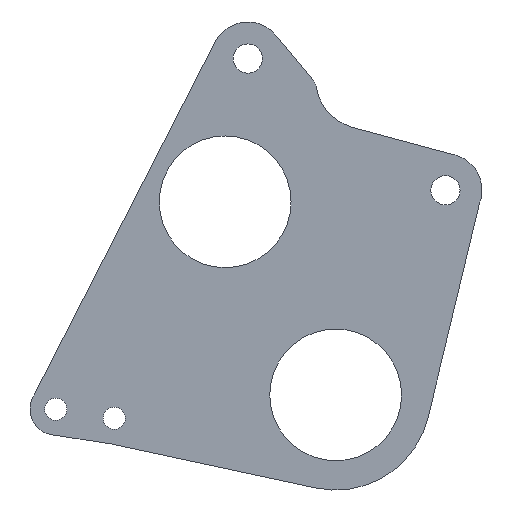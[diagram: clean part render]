
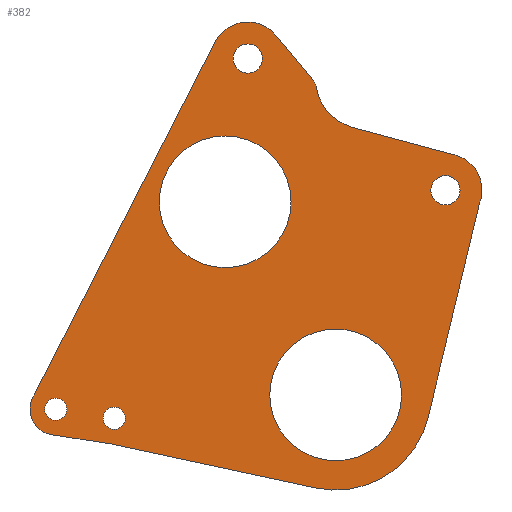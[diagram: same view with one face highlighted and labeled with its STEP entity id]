
A CAD part, left-side view. The second image highlights one B-rep face of the part: STEP entity #382.
In plain terms, the highlighted planar face has unit normal (-1, 0, 0).
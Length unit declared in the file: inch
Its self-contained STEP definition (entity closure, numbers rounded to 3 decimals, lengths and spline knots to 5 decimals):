
#15=FACE_BOUND('',#57,.T.);
#16=FACE_BOUND('',#58,.T.);
#17=FACE_BOUND('',#59,.T.);
#18=FACE_BOUND('',#60,.T.);
#19=FACE_BOUND('',#61,.T.);
#20=FACE_BOUND('',#62,.T.);
#27=PLANE('',#426);
#36=FACE_OUTER_BOUND('',#56,.T.);
#56=EDGE_LOOP('',(#265,#266,#267,#268,#269,#270,#271,#272,#273,#274,#275,
#276));
#57=EDGE_LOOP('',(#277));
#58=EDGE_LOOP('',(#278));
#59=EDGE_LOOP('',(#279));
#60=EDGE_LOOP('',(#280));
#61=EDGE_LOOP('',(#281));
#62=EDGE_LOOP('',(#282));
#89=LINE('',#599,#119);
#90=LINE('',#603,#120);
#91=LINE('',#607,#121);
#92=LINE('',#609,#122);
#93=LINE('',#613,#123);
#94=LINE('',#617,#124);
#119=VECTOR('',#479,0.3937);
#120=VECTOR('',#482,0.3937);
#121=VECTOR('',#485,0.3937);
#122=VECTOR('',#486,0.3937);
#123=VECTOR('',#489,0.3937);
#124=VECTOR('',#492,0.3937);
#148=CIRCLE('',#425,0.125);
#149=CIRCLE('',#427,0.3125);
#150=CIRCLE('',#428,0.22);
#151=CIRCLE('',#429,0.8125);
#152=CIRCLE('',#430,0.3125);
#153=CIRCLE('',#431,0.43307);
#154=CIRCLE('',#432,0.5625);
#155=CIRCLE('',#433,0.125);
#156=CIRCLE('',#434,0.095);
#157=CIRCLE('',#435,0.5625);
#158=CIRCLE('',#436,0.095);
#159=CIRCLE('',#437,0.125);
#173=VERTEX_POINT('',#592);
#174=VERTEX_POINT('',#594);
#175=VERTEX_POINT('',#598);
#176=VERTEX_POINT('',#600);
#177=VERTEX_POINT('',#602);
#178=VERTEX_POINT('',#604);
#179=VERTEX_POINT('',#606);
#180=VERTEX_POINT('',#608);
#181=VERTEX_POINT('',#610);
#182=VERTEX_POINT('',#612);
#183=VERTEX_POINT('',#614);
#184=VERTEX_POINT('',#616);
#185=VERTEX_POINT('',#619);
#186=VERTEX_POINT('',#621);
#187=VERTEX_POINT('',#623);
#188=VERTEX_POINT('',#625);
#189=VERTEX_POINT('',#627);
#190=VERTEX_POINT('',#629);
#209=EDGE_CURVE('',#173,#174,#148,.T.);
#211=EDGE_CURVE('',#175,#173,#89,.T.);
#212=EDGE_CURVE('',#176,#175,#149,.T.);
#213=EDGE_CURVE('',#177,#176,#90,.T.);
#214=EDGE_CURVE('',#178,#177,#150,.T.);
#215=EDGE_CURVE('',#179,#178,#91,.T.);
#216=EDGE_CURVE('',#180,#179,#92,.T.);
#217=EDGE_CURVE('',#181,#180,#151,.T.);
#218=EDGE_CURVE('',#182,#181,#93,.T.);
#219=EDGE_CURVE('',#183,#182,#152,.T.);
#220=EDGE_CURVE('',#184,#183,#94,.T.);
#221=EDGE_CURVE('',#174,#184,#153,.T.);
#222=EDGE_CURVE('',#185,#185,#154,.T.);
#223=EDGE_CURVE('',#186,#186,#155,.T.);
#224=EDGE_CURVE('',#187,#187,#156,.T.);
#225=EDGE_CURVE('',#188,#188,#157,.T.);
#226=EDGE_CURVE('',#189,#189,#158,.T.);
#227=EDGE_CURVE('',#190,#190,#159,.T.);
#265=ORIENTED_EDGE('',*,*,#209,.F.);
#266=ORIENTED_EDGE('',*,*,#211,.F.);
#267=ORIENTED_EDGE('',*,*,#212,.F.);
#268=ORIENTED_EDGE('',*,*,#213,.F.);
#269=ORIENTED_EDGE('',*,*,#214,.F.);
#270=ORIENTED_EDGE('',*,*,#215,.F.);
#271=ORIENTED_EDGE('',*,*,#216,.F.);
#272=ORIENTED_EDGE('',*,*,#217,.F.);
#273=ORIENTED_EDGE('',*,*,#218,.F.);
#274=ORIENTED_EDGE('',*,*,#219,.F.);
#275=ORIENTED_EDGE('',*,*,#220,.F.);
#276=ORIENTED_EDGE('',*,*,#221,.F.);
#277=ORIENTED_EDGE('',*,*,#222,.F.);
#278=ORIENTED_EDGE('',*,*,#223,.F.);
#279=ORIENTED_EDGE('',*,*,#224,.F.);
#280=ORIENTED_EDGE('',*,*,#225,.F.);
#281=ORIENTED_EDGE('',*,*,#226,.F.);
#282=ORIENTED_EDGE('',*,*,#227,.F.);
#382=ADVANCED_FACE('',(#36,#15,#16,#17,#18,#19,#20),#27,.F.);
#425=AXIS2_PLACEMENT_3D('',#595,#474,#475);
#426=AXIS2_PLACEMENT_3D('',#597,#477,#478);
#427=AXIS2_PLACEMENT_3D('',#601,#480,#481);
#428=AXIS2_PLACEMENT_3D('',#605,#483,#484);
#429=AXIS2_PLACEMENT_3D('',#611,#487,#488);
#430=AXIS2_PLACEMENT_3D('',#615,#490,#491);
#431=AXIS2_PLACEMENT_3D('',#618,#493,#494);
#432=AXIS2_PLACEMENT_3D('',#620,#495,#496);
#433=AXIS2_PLACEMENT_3D('',#622,#497,#498);
#434=AXIS2_PLACEMENT_3D('',#624,#499,#500);
#435=AXIS2_PLACEMENT_3D('',#626,#501,#502);
#436=AXIS2_PLACEMENT_3D('',#628,#503,#504);
#437=AXIS2_PLACEMENT_3D('',#630,#505,#506);
#474=DIRECTION('center_axis',(1.,0.,0.));
#475=DIRECTION('ref_axis',(0.,-0.911,0.413));
#477=DIRECTION('center_axis',(1.,0.,0.));
#478=DIRECTION('ref_axis',(0.,0.,-1.));
#479=DIRECTION('',(0.,-0.64,-0.768));
#480=DIRECTION('center_axis',(1.,0.,0.));
#481=DIRECTION('ref_axis',(0.,0.89,0.456));
#482=DIRECTION('',(0.,-0.456,0.89));
#483=DIRECTION('center_axis',(1.,0.,0.));
#484=DIRECTION('ref_axis',(0.,0.153,-0.988));
#485=DIRECTION('',(0.,0.988,0.153));
#486=DIRECTION('',(0.,0.978,0.21));
#487=DIRECTION('center_axis',(1.,0.,0.));
#488=DIRECTION('ref_axis',(0.,-0.972,-0.233));
#489=DIRECTION('',(0.,0.233,-0.972));
#490=DIRECTION('center_axis',(1.,0.,0.));
#491=DIRECTION('ref_axis',(0.,-0.26,0.965));
#492=DIRECTION('',(0.,-0.965,-0.26));
#493=DIRECTION('center_axis',(-1.,0.,0.));
#494=DIRECTION('ref_axis',(0.,-0.26,0.965));
#495=DIRECTION('center_axis',(-1.,0.,0.));
#496=DIRECTION('ref_axis',(0.,-1.,0.));
#497=DIRECTION('center_axis',(-1.,0.,0.));
#498=DIRECTION('ref_axis',(0.,-1.,0.));
#499=DIRECTION('center_axis',(-1.,0.,0.));
#500=DIRECTION('ref_axis',(0.,-1.,0.));
#501=DIRECTION('center_axis',(-1.,0.,0.));
#502=DIRECTION('ref_axis',(0.,-1.,0.));
#503=DIRECTION('center_axis',(-1.,0.,0.));
#504=DIRECTION('ref_axis',(0.,-1.,0.));
#505=DIRECTION('center_axis',(-1.,0.,0.));
#506=DIRECTION('ref_axis',(0.,-1.,0.));
#592=CARTESIAN_POINT('',(0.,1.82019,-4.27822));
#594=CARTESIAN_POINT('',(0.,1.79275,-4.33866));
#595=CARTESIAN_POINT('Origin',(0.,1.9162,-4.35826));
#597=CARTESIAN_POINT('Origin',(0.,2.30555,-5.78709));
#598=CARTESIAN_POINT('',(0.,2.13497,-3.90064));
#599=CARTESIAN_POINT('',(0.,2.13497,-3.90064));
#600=CARTESIAN_POINT('',(0.,2.65308,-3.95818));
#601=CARTESIAN_POINT('Origin',(0.,2.375,-4.10075));
#602=CARTESIAN_POINT('',(0.,4.19892,-6.97342));
#603=CARTESIAN_POINT('',(0.,4.19892,-6.97342));
#604=CARTESIAN_POINT('',(0.,4.04974,-7.31322));
#605=CARTESIAN_POINT('Origin',(0.,4.0161,-7.09581));
#606=CARTESIAN_POINT('',(0.,3.54974,-7.39059));
#607=CARTESIAN_POINT('',(0.,3.54974,-7.39059));
#608=CARTESIAN_POINT('',(0.,1.79582,-7.76777));
#609=CARTESIAN_POINT('',(0.,1.79582,-7.76777));
#610=CARTESIAN_POINT('',(0.,0.83491,-7.16292));
#611=CARTESIAN_POINT('Origin',(0.,1.625,-6.97342));
#612=CARTESIAN_POINT('',(0.,0.39926,-5.34646));
#613=CARTESIAN_POINT('',(0.,0.39926,-5.34646));
#614=CARTESIAN_POINT('',(0.,0.60611,-4.92404));
#615=CARTESIAN_POINT('Origin',(0.,0.6875,-5.22575));
#616=CARTESIAN_POINT('',(0.,1.47783,-4.68887));
#617=CARTESIAN_POINT('',(0.,1.47783,-4.68887));
#618=CARTESIAN_POINT('Origin',(0.,1.36503,-4.27075));
#619=CARTESIAN_POINT('',(0.,3.13151,-5.32453));
#620=CARTESIAN_POINT('Origin',(0.,2.56901,-5.32453));
#621=CARTESIAN_POINT('',(0.,0.8125,-5.22575));
#622=CARTESIAN_POINT('Origin',(0.,0.6875,-5.22575));
#623=CARTESIAN_POINT('',(0.,4.1111,-7.09581));
#624=CARTESIAN_POINT('Origin',(0.,4.0161,-7.09581));
#625=CARTESIAN_POINT('',(0.,2.1875,-6.97342));
#626=CARTESIAN_POINT('Origin',(0.,1.625,-6.97342));
#627=CARTESIAN_POINT('',(0.,3.6111,-7.17318));
#628=CARTESIAN_POINT('Origin',(0.,3.5161,-7.17318));
#629=CARTESIAN_POINT('',(0.,2.5,-4.10075));
#630=CARTESIAN_POINT('Origin',(0.,2.375,-4.10075));
